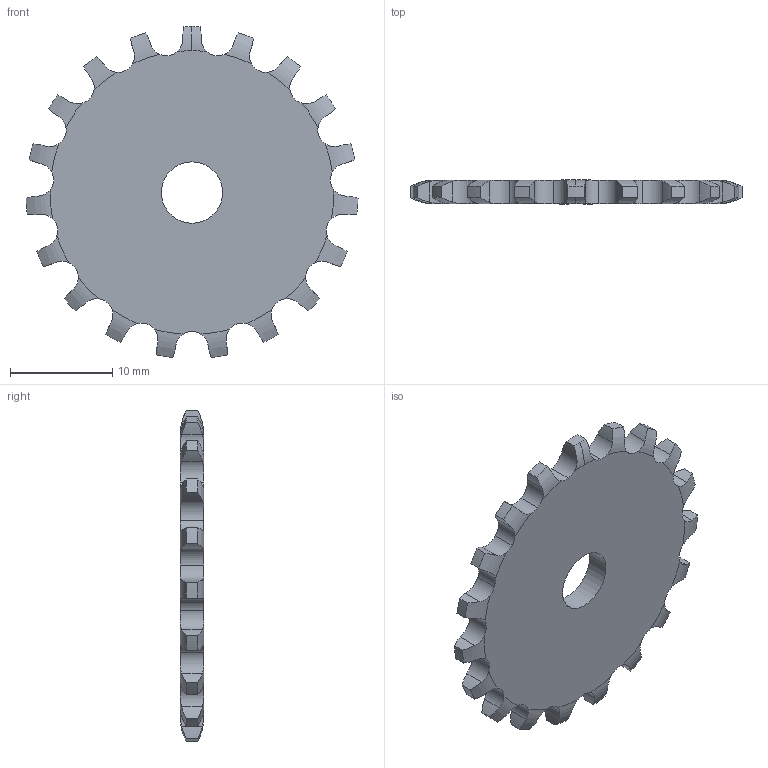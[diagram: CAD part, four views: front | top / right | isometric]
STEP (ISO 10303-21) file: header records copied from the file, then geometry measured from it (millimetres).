
FILE_DESCRIPTION(('FreeCAD Model'),'2;1');
FILE_NAME('Open CASCADE Shape Model','2021-12-27T16:24:36',('FreeCAD'),( 'FreeCAD'),'Open CASCADE STEP processor 7.4','FreeCAD','Unknown');
FILE_SCHEMA(('AUTOMOTIVE_DESIGN { 1 0 10303 214 1 1 1 1 }'));
Length unit declared in the file: millimetre
Products named in the file (1): Open CASCADE STEP translator 7.4 98
Bounding box: 32.48 x 2.3 x 32.39 mm (x, y, z)
Volume: 1479.8 mm3; surface area: 1667.1 mm2
Topology: 1 solids, 1 shells, 176 faces, 522 edges, 348 vertices
Faces by surface type: cylinder 96, plane 40, revolution 40
Full cylindrical faces by diameter (mm): 6 x1
Entity records: 18082 total; most frequent: CARTESIAN_POINT 8419, DIRECTION 1604, ORIENTED_EDGE 1044, PCURVE 1044, DEFINITIONAL_REPRESENTATION 1044, LINE 832, VECTOR 832, EDGE_CURVE 522
